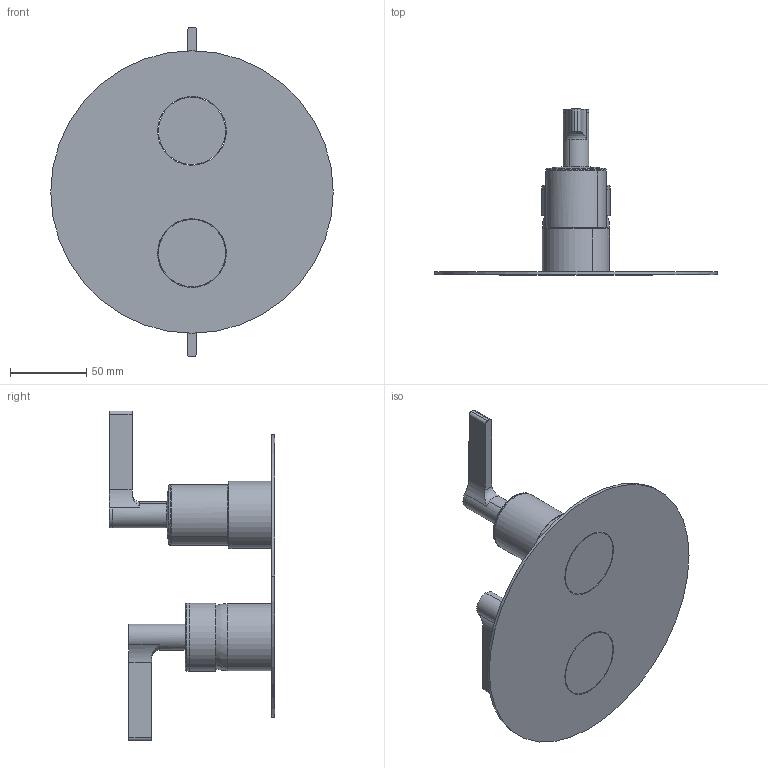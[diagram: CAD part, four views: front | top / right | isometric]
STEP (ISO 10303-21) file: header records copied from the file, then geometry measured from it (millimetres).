
FILE_DESCRIPTION(('CATIA V5 STEP Exchange','CAx-IF Rec.Pracs.--- Model Styling and Organization---1.5--- 2016-08-15','CAx-IF Rec.Pracs.---Supplemental Geometry---1.0---2011-11-01','CAx-IF Rec.Pracs.--- Composite Materials ---3.4---2017-06-13','CAx-IF Rec.Pracs.---Tessellated 3D Geometry---1.0---2015-12-17'),'2;1');
FILE_NAME('GC0BM030.stp','2022-09-19T08:03:00+00:00',('none'),('none'),'CATIA Version 5-6 Release 2020 SP2','CATIA V5 STEP AP242 v2','none');
FILE_SCHEMA(('AP242_MANAGED_MODEL_BASED_3D_ENGINEERING_MIM_LF {1 0 10303 442 1 1 4}'));
Length unit declared in the file: millimetre
Products named in the file (1): PR.0513.06_AllCATPart
Bounding box: 185 x 108.4 x 216 mm (x, y, z)
Volume: 260372.1 mm3; surface area: 82556.9 mm2
Topology: 3 solids, 3 shells, 91 faces, 229 edges, 153 vertices
Faces by surface type: cylinder 50, plane 29, torus 8, sphere 4
Entity records: 2761 total; most frequent: CARTESIAN_POINT 537, ORIENTED_EDGE 458, DIRECTION 347, EDGE_CURVE 229, AXIS2_PLACEMENT_3D 197, VERTEX_POINT 153, CIRCLE 132, EDGE_LOOP 104
